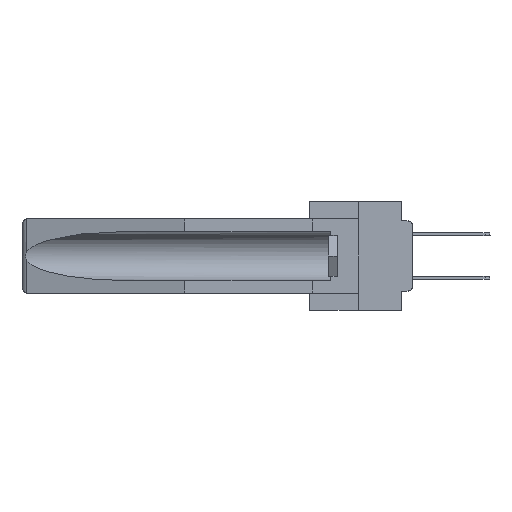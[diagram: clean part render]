
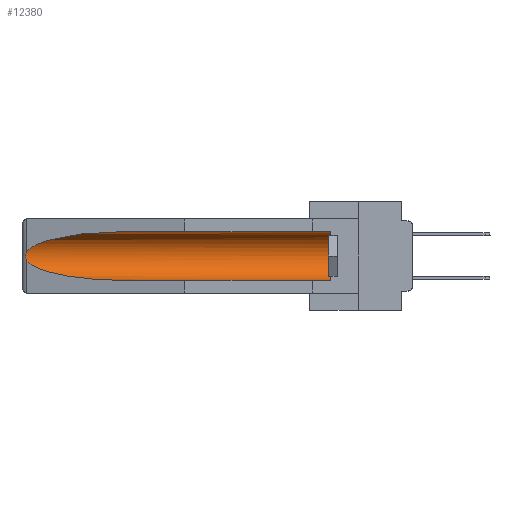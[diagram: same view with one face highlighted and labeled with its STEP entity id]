
A CAD part, left-side view. The second image highlights one B-rep face of the part: STEP entity #12380.
In plain terms, the highlighted cylindrical face has radius 2.857 mm (diameter 5.715 mm), a partial arc.
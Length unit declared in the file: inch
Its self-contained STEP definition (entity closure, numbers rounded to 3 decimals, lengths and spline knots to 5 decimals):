
#1583 = CARTESIAN_POINT ( 'NONE',  ( 0.155, 1.07973, -0.059 ) ) ;
#1694 = CARTESIAN_POINT ( 'NONE',  ( 0.21114, 1.30732, -0.059 ) ) ;
#2278 = CARTESIAN_POINT ( 'NONE',  ( 0.155, -0.30754, -0.284 ) ) ;
#2337 = EDGE_CURVE ( 'NONE', #21041, #14412, #12632, .T. ) ;
#2832 = EDGE_CURVE ( 'NONE', #14412, #27235, #11373, .T. ) ;
#3025 = CARTESIAN_POINT ( 'NONE',  ( 0.26537, 1.52718, -0.19328 ) ) ;
#3330 = CARTESIAN_POINT ( 'NONE',  ( 0.155, 0.126, -0.284 ) ) ;
#3533 = VERTEX_POINT ( 'NONE', #3330 ) ;
#4681 = CARTESIAN_POINT ( 'NONE',  ( 0.155, 0.126, -0.059 ) ) ;
#5644 = CARTESIAN_POINT ( 'NONE',  ( 0.2675, 1.53308, -0.16763 ) ) ;
#7040 = DIRECTION ( 'NONE',  ( 0., 0., 1. ) ) ;
#7133 = CARTESIAN_POINT ( 'NONE',  ( 0.155, -0.30754, -0.1715 ) ) ;
#7219 = DIRECTION ( 'NONE',  ( 0., 1., 0. ) ) ;
#7558 = CARTESIAN_POINT ( 'NONE',  ( 0.25451, 1.48313, -0.09465 ) ) ;
#7750 = DIRECTION ( 'NONE',  ( 0., -1., 0. ) ) ;
#8163 = CARTESIAN_POINT ( 'NONE',  ( 0.26537, 1.52718, -0.14972 ) ) ;
#8269 = ORIENTED_EDGE ( 'NONE', *, *, #12400, .T. ) ;
#8437 = VECTOR ( 'NONE', #24400, 39.37008 ) ;
#8748 = CARTESIAN_POINT ( 'NONE',  ( 0.26537, 1.52718, -0.19328 ) ) ;
#9002 = ORIENTED_EDGE ( 'NONE', *, *, #25106, .F. ) ;
#9657 = AXIS2_PLACEMENT_3D ( 'NONE', #18838, #7750, #27851 ) ;
#10382 = EDGE_CURVE ( 'NONE', #17451, #21041, #28428, .T. ) ;
#10552 = EDGE_CURVE ( 'NONE', #3533, #17451, #20715, .T. ) ;
#11280 = DIRECTION ( 'NONE',  ( 0., 1., 0. ) ) ;
#11373 = B_SPLINE_CURVE_WITH_KNOTS ( 'NONE', 3,
 ( #25652, #25736, #12305, #19088, #5644, #19388, #19176, #21799, #17411, #28286 ),
 .UNSPECIFIED., .F., .F.,
 ( 4, 2, 2, 2, 4 ),
 ( 0., 0.00029, 0.00058, 0.00087, 0.00117 ),
 .UNSPECIFIED. ) ;
#12003 = ORIENTED_EDGE ( 'NONE', *, *, #10382, .T. ) ;
#12300 = CARTESIAN_POINT ( 'NONE',  ( 0.155, 1.07973, -0.059 ) ) ;
#12305 = CARTESIAN_POINT ( 'NONE',  ( 0.26654, 1.53092, -0.15636 ) ) ;
#12343 = ORIENTED_EDGE ( 'NONE', *, *, #2337, .T. ) ;
#12380 = ADVANCED_FACE ( 'NONE', ( #13916 ), #22303, .F. ) ;
#12400 = EDGE_CURVE ( 'NONE', #27235, #25616, #15703, .T. ) ;
#12632 =( BOUNDED_CURVE ( )  B_SPLINE_CURVE ( 3, ( #1583, #1694, #7558, #8163 ),
 .UNSPECIFIED., .F., .F. ) 
 B_SPLINE_CURVE_WITH_KNOTS ( ( 4, 4 ),
 ( 4.71239, 6.08839 ),
 .UNSPECIFIED. ) 
 CURVE ( )  GEOMETRIC_REPRESENTATION_ITEM ( )  RATIONAL_B_SPLINE_CURVE ( ( 1., 0.848, 0.848, 1. ) ) 
 REPRESENTATION_ITEM ( '' )  );
#13916 = FACE_OUTER_BOUND ( 'NONE', #28356, .T. ) ;
#14412 = VERTEX_POINT ( 'NONE', #28263 ) ;
#15370 = ORIENTED_EDGE ( 'NONE', *, *, #10552, .T. ) ;
#15703 =( BOUNDED_CURVE ( )  B_SPLINE_CURVE ( 3, ( #3025, #20647, #25154, #27530 ),
 .UNSPECIFIED., .F., .F. ) 
 B_SPLINE_CURVE_WITH_KNOTS ( ( 4, 4 ),
 ( 0.1948, 1.5708 ),
 .UNSPECIFIED. ) 
 CURVE ( )  GEOMETRIC_REPRESENTATION_ITEM ( )  RATIONAL_B_SPLINE_CURVE ( ( 1., 0.848, 0.848, 1. ) ) 
 REPRESENTATION_ITEM ( '' )  );
#17411 = CARTESIAN_POINT ( 'NONE',  ( 0.26597, 1.5296, -0.19026 ) ) ;
#17451 = VERTEX_POINT ( 'NONE', #4681 ) ;
#17688 = LINE ( 'NONE', #2278, #26792 ) ;
#18838 = CARTESIAN_POINT ( 'NONE',  ( 0.155, 0.126, -0.1715 ) ) ;
#19088 = CARTESIAN_POINT ( 'NONE',  ( 0.2673, 1.5327, -0.16383 ) ) ;
#19176 = CARTESIAN_POINT ( 'NONE',  ( 0.2673, 1.53269, -0.17917 ) ) ;
#19388 = CARTESIAN_POINT ( 'NONE',  ( 0.2675, 1.53308, -0.17534 ) ) ;
#20647 = CARTESIAN_POINT ( 'NONE',  ( 0.25451, 1.48313, -0.24835 ) ) ;
#20715 = CIRCLE ( 'NONE', #9657, 0.1125 ) ;
#21041 = VERTEX_POINT ( 'NONE', #12300 ) ;
#21799 = CARTESIAN_POINT ( 'NONE',  ( 0.26655, 1.53094, -0.18657 ) ) ;
#22130 = CARTESIAN_POINT ( 'NONE',  ( 0.155, -0.30754, -0.059 ) ) ;
#22234 = ORIENTED_EDGE ( 'NONE', *, *, #2832, .T. ) ;
#22303 = CYLINDRICAL_SURFACE ( 'NONE', #24739, 0.1125 ) ;
#24400 = DIRECTION ( 'NONE',  ( 0., 1., 0. ) ) ;
#24739 = AXIS2_PLACEMENT_3D ( 'NONE', #7133, #7219, #7040 ) ;
#25106 = EDGE_CURVE ( 'NONE', #3533, #25616, #17688, .T. ) ;
#25154 = CARTESIAN_POINT ( 'NONE',  ( 0.21114, 1.30732, -0.284 ) ) ;
#25616 = VERTEX_POINT ( 'NONE', #26951 ) ;
#25652 = CARTESIAN_POINT ( 'NONE',  ( 0.26537, 1.52718, -0.14972 ) ) ;
#25736 = CARTESIAN_POINT ( 'NONE',  ( 0.26597, 1.52961, -0.15275 ) ) ;
#26792 = VECTOR ( 'NONE', #11280, 39.37008 ) ;
#26951 = CARTESIAN_POINT ( 'NONE',  ( 0.155, 1.07973, -0.284 ) ) ;
#27235 = VERTEX_POINT ( 'NONE', #8748 ) ;
#27530 = CARTESIAN_POINT ( 'NONE',  ( 0.155, 1.07973, -0.284 ) ) ;
#27851 = DIRECTION ( 'NONE',  ( 0., 0., 1. ) ) ;
#28263 = CARTESIAN_POINT ( 'NONE',  ( 0.26537, 1.52718, -0.14972 ) ) ;
#28286 = CARTESIAN_POINT ( 'NONE',  ( 0.26537, 1.52718, -0.19328 ) ) ;
#28356 = EDGE_LOOP ( 'NONE', ( #12343, #22234, #8269, #9002, #15370, #12003 ) ) ;
#28428 = LINE ( 'NONE', #22130, #8437 ) ;
